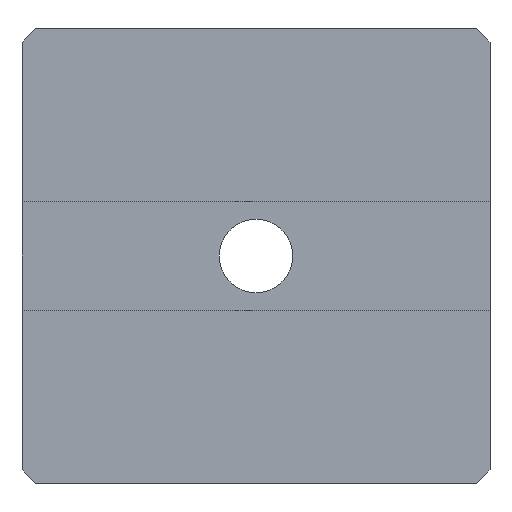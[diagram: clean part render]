
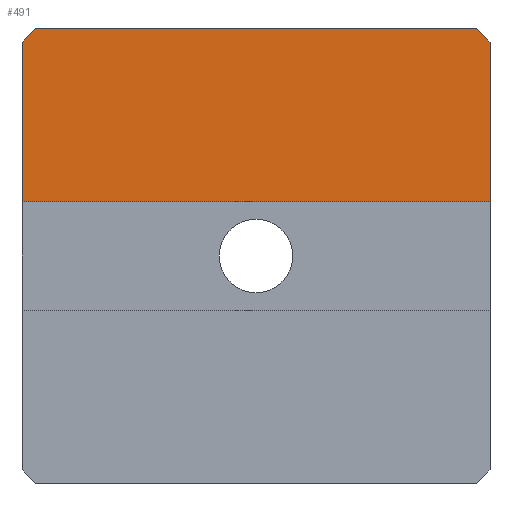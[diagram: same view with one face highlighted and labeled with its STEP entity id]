
A CAD part, front view. The second image highlights one B-rep face of the part: STEP entity #491.
In plain terms, the highlighted planar face has unit normal (0, -1, 0).
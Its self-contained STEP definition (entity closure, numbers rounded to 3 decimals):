
#115=PLANE('',#547);
#137=FACE_OUTER_BOUND('',#162,.T.);
#162=EDGE_LOOP('',(#444,#445,#446,#447,#448,#449));
#172=LINE('',#729,#216);
#176=LINE('',#748,#220);
#186=LINE('',#769,#230);
#192=LINE('',#781,#236);
#199=LINE('',#796,#243);
#208=LINE('',#819,#252);
#216=VECTOR('',#584,10.);
#220=VECTOR('',#606,10.);
#230=VECTOR('',#622,10.);
#236=VECTOR('',#630,10.);
#243=VECTOR('',#645,10.);
#252=VECTOR('',#668,10.);
#271=VERTEX_POINT('',#723);
#273=VERTEX_POINT('',#727);
#279=VERTEX_POINT('',#747);
#287=VERTEX_POINT('',#767);
#292=VERTEX_POINT('',#779);
#296=VERTEX_POINT('',#795);
#311=EDGE_CURVE('',#273,#271,#172,.T.);
#320=EDGE_CURVE('',#271,#279,#176,.T.);
#331=EDGE_CURVE('',#287,#273,#186,.T.);
#337=EDGE_CURVE('',#292,#287,#192,.T.);
#344=EDGE_CURVE('',#279,#296,#199,.T.);
#355=EDGE_CURVE('',#296,#292,#208,.T.);
#444=ORIENTED_EDGE('',*,*,#320,.F.);
#445=ORIENTED_EDGE('',*,*,#311,.F.);
#446=ORIENTED_EDGE('',*,*,#331,.F.);
#447=ORIENTED_EDGE('',*,*,#337,.F.);
#448=ORIENTED_EDGE('',*,*,#355,.F.);
#449=ORIENTED_EDGE('',*,*,#344,.F.);
#491=ADVANCED_FACE('',(#137),#115,.T.);
#547=AXIS2_PLACEMENT_3D('',#818,#666,#667);
#584=DIRECTION('',(1.,0.,0.));
#606=DIRECTION('',(0.707,0.,-0.707));
#622=DIRECTION('',(0.707,0.,0.707));
#630=DIRECTION('',(0.,0.,1.));
#645=DIRECTION('',(0.,0.,-1.));
#666=DIRECTION('center_axis',(0.,-1.,0.));
#667=DIRECTION('ref_axis',(0.,0.,-1.));
#668=DIRECTION('',(-1.,0.,0.));
#723=CARTESIAN_POINT('',(16.5,-5.25,23.475));
#727=CARTESIAN_POINT('',(-16.5,-5.25,23.475));
#729=CARTESIAN_POINT('',(0.,-5.25,23.475));
#747=CARTESIAN_POINT('',(17.5,-5.25,22.475));
#748=CARTESIAN_POINT('',(12.625,-5.25,27.35));
#767=CARTESIAN_POINT('',(-17.5,-5.25,22.475));
#769=CARTESIAN_POINT('',(-12.625,-5.25,27.35));
#779=CARTESIAN_POINT('',(-17.5,-5.25,10.525));
#781=CARTESIAN_POINT('',(-17.5,-5.25,23.475));
#795=CARTESIAN_POINT('',(17.5,-5.25,10.525));
#796=CARTESIAN_POINT('',(17.5,-5.25,23.475));
#818=CARTESIAN_POINT('Origin',(0.,-5.25,23.475));
#819=CARTESIAN_POINT('',(0.,-5.25,10.525));
